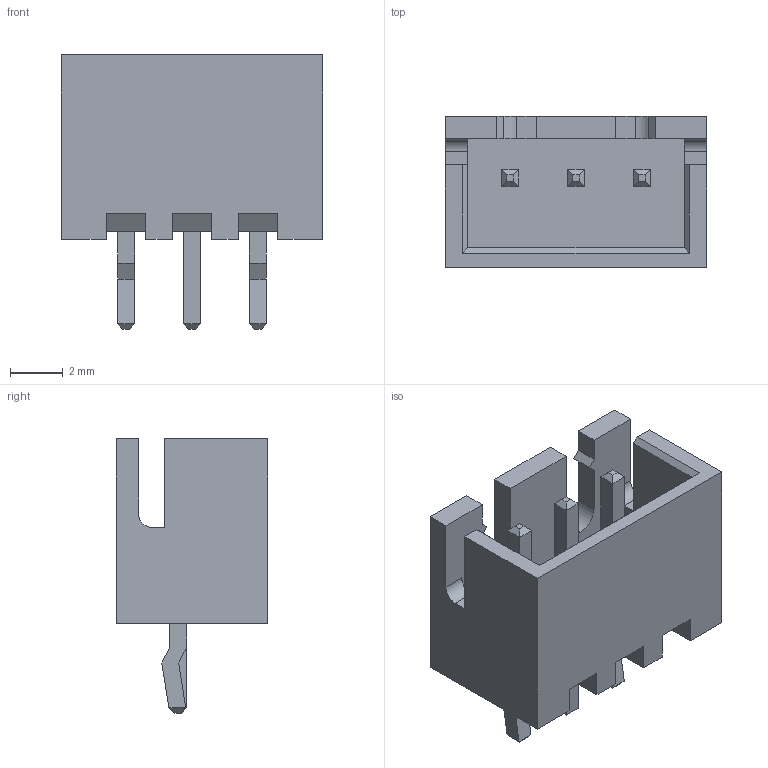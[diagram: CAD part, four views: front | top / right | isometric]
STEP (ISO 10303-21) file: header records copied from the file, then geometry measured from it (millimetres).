
FILE_DESCRIPTION(/* description */ ('model of JST_XH_B03B-XH-A_03x2.50mm_Straight.'),/* implementation_level */ FILE_NAME(/* name */ 'JST_XH_B03B-XH-A_03x2.50mm_Straight..stp',/* time_stamp */ '2017-02-23T14:29:22',/* author */ ('Rene Poeschl',''),/* organization */ (''),/* preprocessor_version */ '',/* originating_system */ '',/* authorisation */ '');
FILE_NAME(/* name */ 'JST_XH_B03B-XH-A_03x2.50mm_Straight..stp',/* time_stamp */ '2017-02-23T14:29:22',/* author */ ('Rene Poeschl',''),/* organization */ (''),/* preprocessor_version */ '',/* originating_system */ '',/* authorisation */ '');
FILE_SCHEMA(('AUTOMOTIVE_DESIGN_CC2 { 1 2 10303 214 -1 1 5 4 }'));
Length unit declared in the file: millimetre
Products named in the file (1): B03B_XH_A
Bounding box: 9.9 x 5.75 x 10.4 mm (x, y, z)
Volume: 202.5 mm3; surface area: 521.1 mm2
Topology: 1 solids, 1 shells, 117 faces, 311 edges, 202 vertices
Faces by surface type: plane 113, cylinder 4
Entity records: 8341 total; most frequent: CARTESIAN_POINT 1350, DIRECTION 1090, LINE 832, VECTOR 832, ORIENTED_EDGE 622, PCURVE 622, DEFINITIONAL_REPRESENTATION 622, EDGE_CURVE 311
